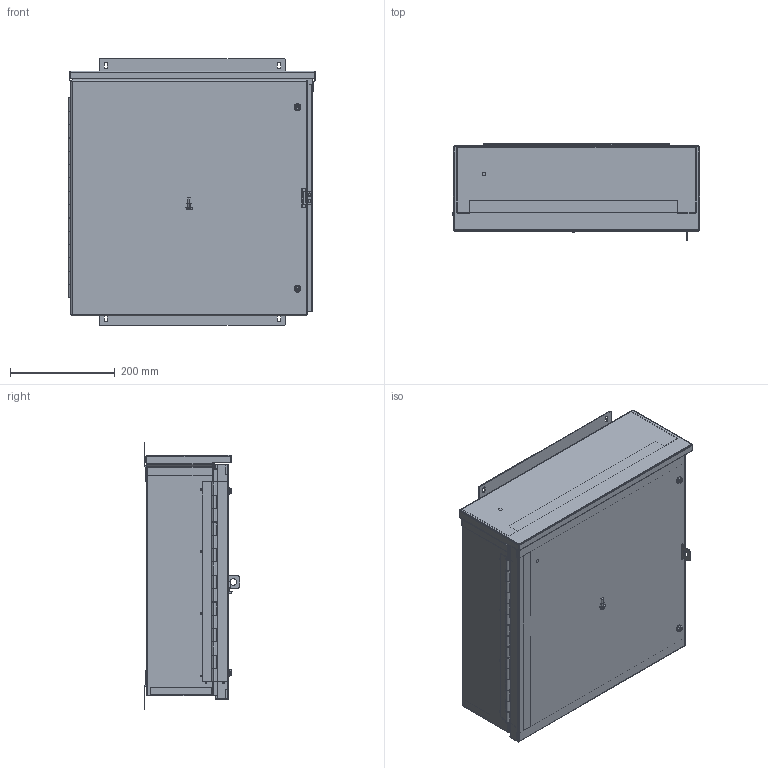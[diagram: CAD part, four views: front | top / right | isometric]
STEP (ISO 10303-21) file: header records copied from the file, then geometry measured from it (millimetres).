
FILE_DESCRIPTION (( 'STEP AP203' ), '1' );
FILE_NAME ('C3R18186HCR_Default.step', '2019-11-12T22:51:21', ( '' ), ( '' ), 'SwSTEP 2.0', 'SolidWorks 2019', '' );
FILE_SCHEMA (( 'CONFIG_CONTROL_DESIGN' ));
Length unit declared in the file: inch
Products named in the file (1): C3R18186HCR_Default
Bounding box: 471.34 x 182.81 x 508 mm (x, y, z)
Volume: 1514628.5 mm3; surface area: 1936207.4 mm2
Topology: 33 solids, 33 shells, 846 faces, 2144 edges, 1396 vertices
Faces by surface type: plane 481, cylinder 311, bspline 38, cone 16
Entity records: 26075 total; most frequent: CARTESIAN_POINT 5227, DIRECTION 4342, ORIENTED_EDGE 4288, EDGE_CURVE 2144, AXIS2_PLACEMENT_3D 1471, LINE 1400, VECTOR 1400, VERTEX_POINT 1396
